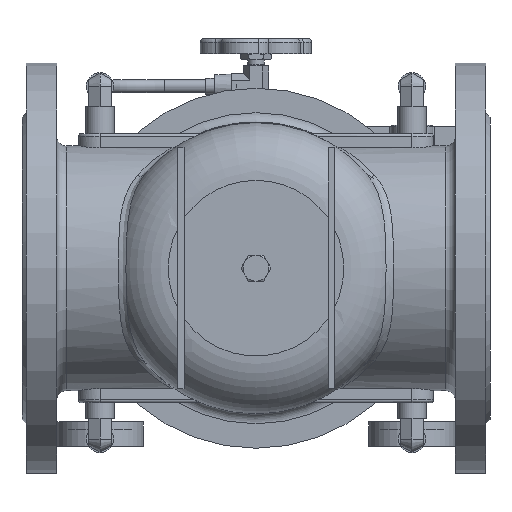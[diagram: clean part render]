
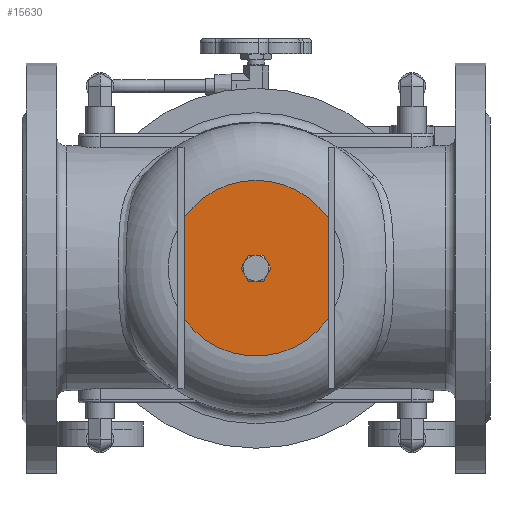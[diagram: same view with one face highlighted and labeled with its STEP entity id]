
A CAD part, front view. The second image highlights one B-rep face of the part: STEP entity #15630.
In plain terms, the highlighted planar face has unit normal (0, -1, 0).
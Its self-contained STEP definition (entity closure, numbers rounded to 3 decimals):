
#578=FACE_BOUND('',#5412,.T.);
#1353=LINE('',#25923,#2462);
#1363=LINE('',#25942,#2472);
#2462=VECTOR('',#19207,10.);
#2472=VECTOR('',#19227,10.);
#4447=FACE_OUTER_BOUND('',#5411,.T.);
#5411=EDGE_LOOP('',(#11640,#11641,#11642,#11643,#11644));
#5412=EDGE_LOOP('',(#11645));
#6364=CIRCLE('',#16938,61.);
#6366=CIRCLE('',#16940,61.);
#6368=CIRCLE('',#16942,61.);
#6439=CIRCLE('',#17113,6.5);
#7122=VERTEX_POINT('',#23981);
#7123=VERTEX_POINT('',#23998);
#7130=VERTEX_POINT('',#24075);
#7131=VERTEX_POINT('',#24092);
#7132=VERTEX_POINT('',#24105);
#7275=VERTEX_POINT('',#25956);
#8641=EDGE_CURVE('',#7122,#7123,#6364,.T.);
#8649=EDGE_CURVE('',#7130,#7131,#6366,.T.);
#8652=EDGE_CURVE('',#7131,#7132,#6368,.T.);
#8879=EDGE_CURVE('',#7122,#7132,#1353,.T.);
#8889=EDGE_CURVE('',#7130,#7123,#1363,.T.);
#8896=EDGE_CURVE('',#7275,#7275,#6439,.T.);
#11640=ORIENTED_EDGE('',*,*,#8879,.T.);
#11641=ORIENTED_EDGE('',*,*,#8652,.F.);
#11642=ORIENTED_EDGE('',*,*,#8649,.F.);
#11643=ORIENTED_EDGE('',*,*,#8889,.T.);
#11644=ORIENTED_EDGE('',*,*,#8641,.F.);
#11645=ORIENTED_EDGE('',*,*,#8896,.T.);
#15069=PLANE('',#17112);
#15630=ADVANCED_FACE('',(#4447,#578),#15069,.F.);
#16938=AXIS2_PLACEMENT_3D('',#23999,#18774,#18775);
#16940=AXIS2_PLACEMENT_3D('',#24093,#18778,#18779);
#16942=AXIS2_PLACEMENT_3D('',#24106,#18782,#18783);
#17112=AXIS2_PLACEMENT_3D('',#25955,#19242,#19243);
#17113=AXIS2_PLACEMENT_3D('',#25957,#19244,#19245);
#18774=DIRECTION('center_axis',(0.,1.,0.));
#18775=DIRECTION('ref_axis',(1.,0.,0.));
#18778=DIRECTION('center_axis',(0.,1.,0.));
#18779=DIRECTION('ref_axis',(1.,0.,0.));
#18782=DIRECTION('center_axis',(0.,1.,0.));
#18783=DIRECTION('ref_axis',(1.,0.,0.));
#19207=DIRECTION('',(0.,0.,1.));
#19227=DIRECTION('',(0.,0.,-1.));
#19242=DIRECTION('center_axis',(0.,1.,0.));
#19243=DIRECTION('ref_axis',(0.,0.,1.));
#19244=DIRECTION('center_axis',(0.,1.,0.));
#19245=DIRECTION('ref_axis',(1.,0.,0.));
#23981=CARTESIAN_POINT('',(50.,-100.,-34.943));
#23998=CARTESIAN_POINT('',(-50.,-100.,-34.943));
#23999=CARTESIAN_POINT('Origin',(0.,-100.,0.));
#24075=CARTESIAN_POINT('',(-50.,-100.,34.943));
#24092=CARTESIAN_POINT('',(0.,-100.,61.));
#24093=CARTESIAN_POINT('Origin',(0.,-100.,0.));
#24105=CARTESIAN_POINT('',(50.,-100.,34.943));
#24106=CARTESIAN_POINT('Origin',(0.,-100.,0.));
#25923=CARTESIAN_POINT('',(50.,-100.,41.776));
#25942=CARTESIAN_POINT('',(-50.,-100.,-41.776));
#25955=CARTESIAN_POINT('Origin',(0.,-100.,0.));
#25956=CARTESIAN_POINT('',(-6.5,-100.,0.));
#25957=CARTESIAN_POINT('Origin',(0.,-100.,0.));
